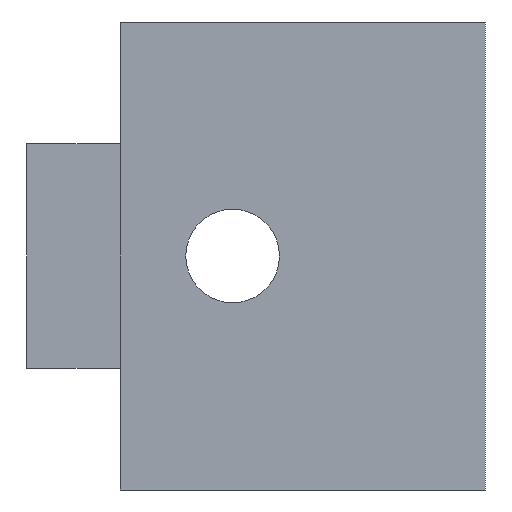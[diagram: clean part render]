
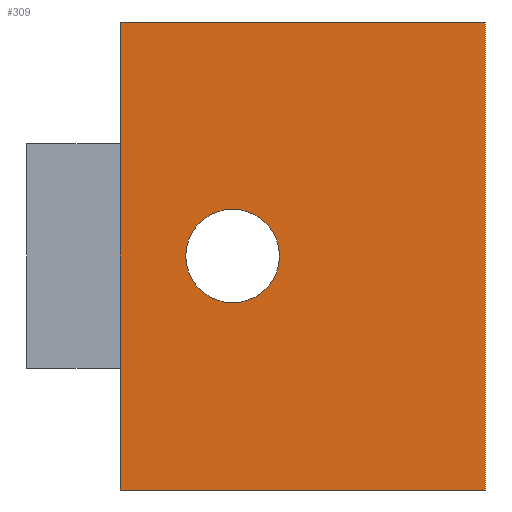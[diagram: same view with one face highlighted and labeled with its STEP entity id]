
A CAD part, left-side view. The second image highlights one B-rep face of the part: STEP entity #309.
In plain terms, the highlighted planar face has unit normal (-1, 0, 0).
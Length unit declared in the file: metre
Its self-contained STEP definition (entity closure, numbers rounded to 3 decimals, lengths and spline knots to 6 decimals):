
#18=CIRCLE('',#343,0.005);
#64=ORIENTED_EDGE('',*,*,#134,.T.);
#65=ORIENTED_EDGE('',*,*,#132,.T.);
#66=ORIENTED_EDGE('',*,*,#131,.T.);
#67=ORIENTED_EDGE('',*,*,#135,.T.);
#68=ORIENTED_EDGE('',*,*,#107,.F.);
#69=ORIENTED_EDGE('',*,*,#136,.F.);
#70=ORIENTED_EDGE('',*,*,#137,.T.);
#107=EDGE_CURVE('',#149,#150,#176,.T.);
#131=EDGE_CURVE('',#164,#167,#198,.T.);
#132=EDGE_CURVE('',#168,#164,#199,.T.);
#134=EDGE_CURVE('',#169,#169,#18,.T.);
#135=EDGE_CURVE('',#167,#150,#201,.T.);
#136=EDGE_CURVE('',#170,#149,#202,.T.);
#137=EDGE_CURVE('',#170,#168,#203,.T.);
#149=VERTEX_POINT('',#444);
#150=VERTEX_POINT('',#446);
#164=VERTEX_POINT('',#478);
#167=VERTEX_POINT('',#489);
#168=VERTEX_POINT('',#496);
#169=VERTEX_POINT('',#500);
#170=VERTEX_POINT('',#503);
#176=LINE('',#445,#212);
#198=LINE('',#492,#234);
#199=LINE('',#495,#235);
#201=LINE('',#501,#237);
#202=LINE('',#502,#238);
#203=LINE('',#504,#239);
#212=VECTOR('',#361,1.);
#234=VECTOR('',#397,1.);
#235=VECTOR('',#402,1.);
#237=VECTOR('',#408,1.);
#238=VECTOR('',#409,1.);
#239=VECTOR('',#410,1.);
#256=EDGE_LOOP('',(#64));
#257=EDGE_LOOP('',(#65,#66,#67,#68,#69,#70));
#276=FACE_BOUND('',#256,.T.);
#277=FACE_BOUND('',#257,.T.);
#295=PLANE('',#342);
#309=ADVANCED_FACE('',(#276,#277),#295,.F.);
#342=AXIS2_PLACEMENT_3D('',#498,#404,#405);
#343=AXIS2_PLACEMENT_3D('',#499,#406,#407);
#361=DIRECTION('',(0.,1.,0.));
#397=DIRECTION('',(0.,0.,-1.));
#402=DIRECTION('',(0.,0.,-1.));
#404=DIRECTION('',(1.,0.,0.));
#405=DIRECTION('',(0.,0.,-1.));
#406=DIRECTION('',(1.,0.,0.));
#407=DIRECTION('',(0.,0.,-1.));
#408=DIRECTION('',(0.,0.,-1.));
#409=DIRECTION('',(0.,0.,-1.));
#410=DIRECTION('',(0.,1.,0.));
#444=CARTESIAN_POINT('',(0.025,-0.049,-0.025));
#445=CARTESIAN_POINT('',(0.025,-0.049,-0.025));
#446=CARTESIAN_POINT('',(0.025,-0.01,-0.025));
#478=CARTESIAN_POINT('',(0.025,-0.01,0.012));
#489=CARTESIAN_POINT('',(0.025,-0.01,-0.012));
#492=CARTESIAN_POINT('',(0.025,-0.01,0.));
#495=CARTESIAN_POINT('',(0.025,-0.01,0.));
#496=CARTESIAN_POINT('',(0.025,-0.01,0.025));
#498=CARTESIAN_POINT('',(0.025,-0.049,0.));
#499=CARTESIAN_POINT('',(0.025,-0.022,0.));
#500=CARTESIAN_POINT('',(0.025,-0.022,-0.005));
#501=CARTESIAN_POINT('',(0.025,-0.01,0.));
#502=CARTESIAN_POINT('',(0.025,-0.049,0.));
#503=CARTESIAN_POINT('',(0.025,-0.049,0.025));
#504=CARTESIAN_POINT('',(0.025,-0.049,0.025));
